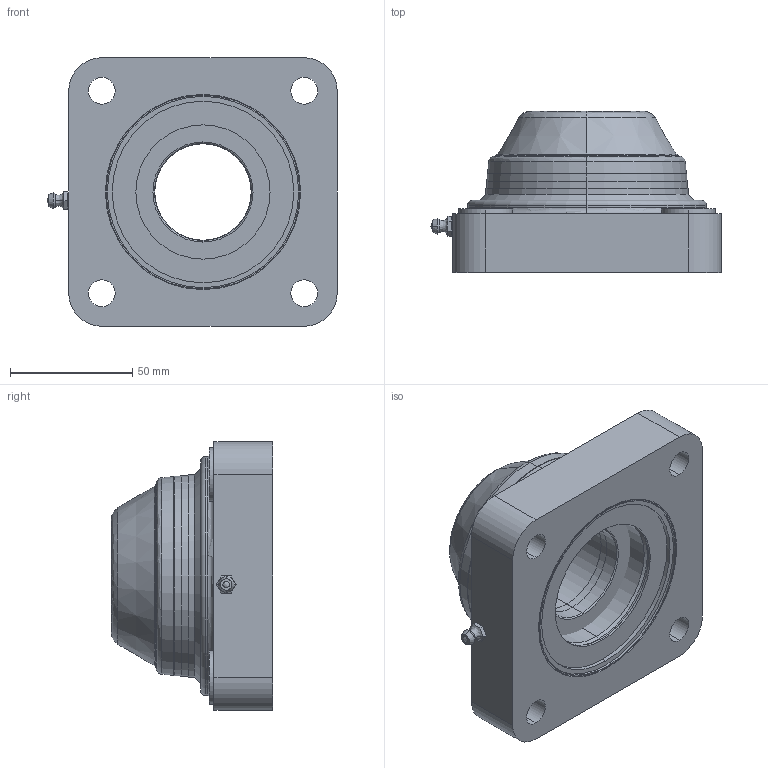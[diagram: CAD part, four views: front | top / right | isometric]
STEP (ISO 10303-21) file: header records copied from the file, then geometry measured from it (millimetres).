
FILE_DESCRIPTION (( 'STEP AP214' ), '1' );
FILE_NAME ('Rexnord-UCF-C - SUCF-C - HCF-C - SHCF-C-SUCF 208 C- 61829.step.step', '2019-03-29T06:33:47', ( '' ), ( '' ), 'SwSTEP 2.0', 'SolidWorks 2019', '' );
FILE_SCHEMA (( 'AUTOMOTIVE_DESIGN' ));
Length unit declared in the file: millimetre
Products named in the file (5): CAP_40 OPEN; Rexnord-UCF-C - SUCF-C - HCF-C - SHCF-C-SUCF 208 C- 61829.step; NIPPLE; BEARING; HUB
Assembly tree (4 placements, depth 2):
  Rexnord-UCF-C - SUCF-C - HCF-C - SHCF-C-SUCF 208 C- 61829.step
    HUB
    BEARING
    CAP_40 OPEN
    NIPPLE
Bounding box: 119 x 66 x 110 mm (x, y, z)
Volume: 335943.7 mm3; surface area: 95487.8 mm2
Topology: 5 solids, 6 shells, 224 faces, 533 edges, 340 vertices
Faces by surface type: cylinder 81, plane 62, cone 48, bspline 17, torus 16
Entity records: 8605 total; most frequent: CARTESIAN_POINT 1967, DIRECTION 1189, ORIENTED_EDGE 1066, EDGE_CURVE 533, AXIS2_PLACEMENT_3D 502, VERTEX_POINT 340, CIRCLE 288, EDGE_LOOP 261
